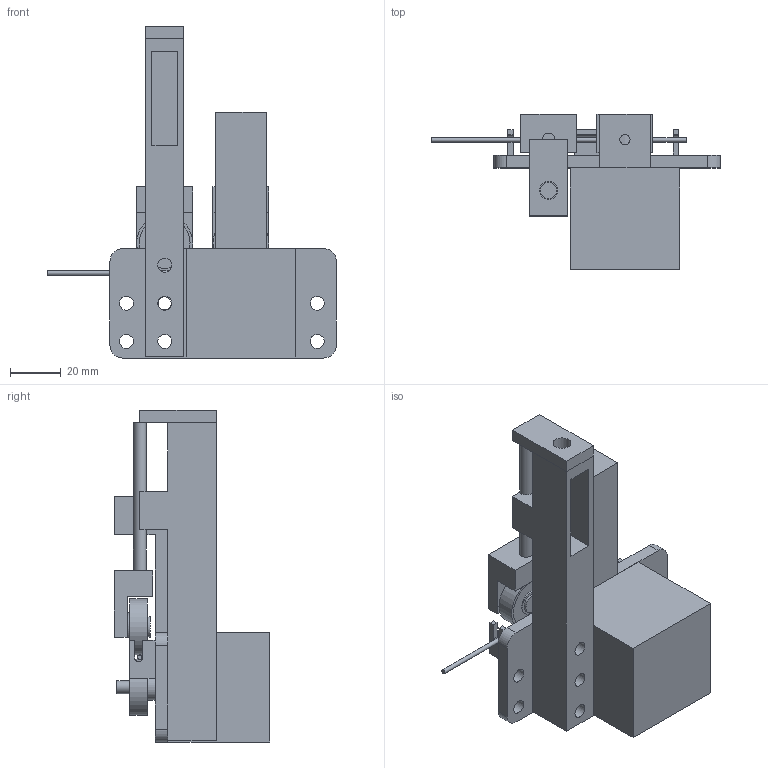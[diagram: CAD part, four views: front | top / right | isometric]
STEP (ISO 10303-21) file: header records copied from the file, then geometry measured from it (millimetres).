
FILE_DESCRIPTION(('STEP AP242'), '1');
FILE_NAME('栖闉罻', '', ('UNSPECIFIED'), ('UNSPECIFIED'), 'C3D Converter', 'C3D Toolkit', '');
FILE_SCHEMA(('AP242_MANAGED_MODEL_BASED_3D_ENGINEERING_MIM_LF { 1 0 10303 442 1 1 4 }'));
Length unit declared in the file: millimetre
Assembly tree (11 placements, depth 2):
  (unnamed)
    (unnamed)  x3
    (unnamed)
    (unnamed)
    (unnamed)
    (unnamed)
    (unnamed)
    (unnamed)  x2
    (unnamed)
Bounding box: 113.5 x 61 x 130.5 mm (x, y, z)
Volume: 153781.6 mm3; surface area: 51116.3 mm2
Topology: 11 solids, 11 shells, 208 faces, 474 edges, 309 vertices
Faces by surface type: plane 142, cylinder 61, cone 3, torus 2
Full cylindrical faces by diameter (mm): 1.75 x1, 3 x4, 4 x1, 5 x4, 5.2 x1, 5.5 x9, 6.5 x1, 7 x1, 8 x6, 10 x7, 17 x1, 19.5 x2, 20 x6, 22 x4
Entity records: 5361 total; most frequent: DIRECTION 839, CARTESIAN_POINT 814, ORIENTED_EDGE 734, EDGE_CURVE 367, AXIS2_PLACEMENT_3D 289, EDGE_LOOP 265, VERTEX_POINT 264, LINE 261
